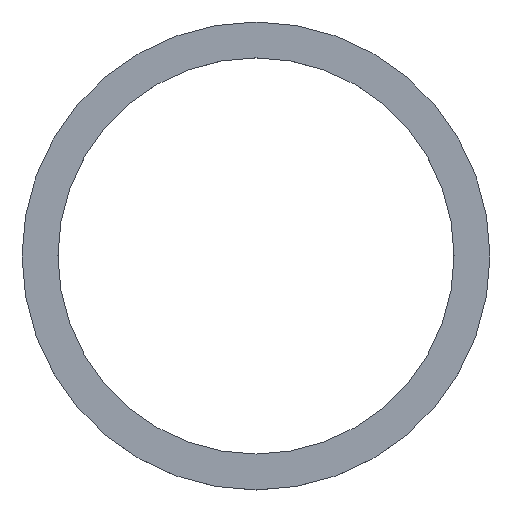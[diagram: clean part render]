
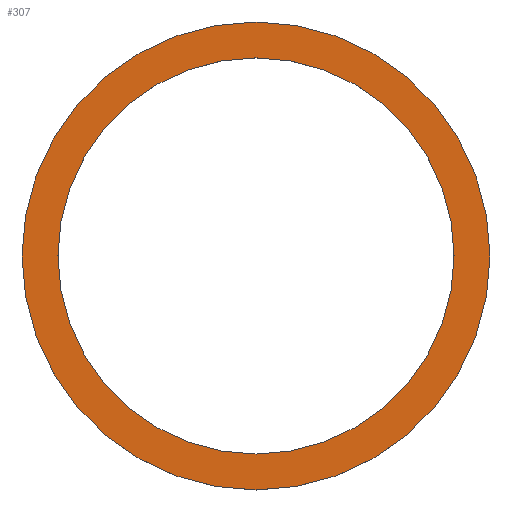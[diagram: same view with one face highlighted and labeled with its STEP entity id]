
A CAD part, top view. The second image highlights one B-rep face of the part: STEP entity #307.
In plain terms, the highlighted face is planar.
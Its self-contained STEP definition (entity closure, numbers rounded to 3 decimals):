
#4 = CARTESIAN_POINT ( 'NONE',  ( 0., 35., 400. ) ) ;
#17 = DIRECTION ( 'NONE',  ( 0., 1., 0. ) ) ;
#26 = EDGE_CURVE ( 'NONE', #103, #68, #215, .T. ) ;
#28 = CIRCLE ( 'NONE', #281, 472.5 ) ;
#31 = EDGE_LOOP ( 'NONE', ( #268, #72 ) ) ;
#33 = AXIS2_PLACEMENT_3D ( 'NONE', #130, #17, #160 ) ;
#49 = FACE_OUTER_BOUND ( 'NONE', #189, .T. ) ;
#54 = AXIS2_PLACEMENT_3D ( 'NONE', #328, #105, #249 ) ;
#58 = AXIS2_PLACEMENT_3D ( 'NONE', #91, #177, #295 ) ;
#60 = AXIS2_PLACEMENT_3D ( 'NONE', #351, #363, #274 ) ;
#65 = ORIENTED_EDGE ( 'NONE', *, *, #147, .T. ) ;
#68 = VERTEX_POINT ( 'NONE', #201 ) ;
#72 = ORIENTED_EDGE ( 'NONE', *, *, #26, .F. ) ;
#91 = CARTESIAN_POINT ( 'NONE',  ( 0., 35., 0. ) ) ;
#94 = DIRECTION ( 'NONE',  ( 0., 0., 1. ) ) ;
#100 = VERTEX_POINT ( 'NONE', #118 ) ;
#103 = VERTEX_POINT ( 'NONE', #4 ) ;
#105 = DIRECTION ( 'NONE',  ( 0., 1., 0. ) ) ;
#118 = CARTESIAN_POINT ( 'NONE',  ( 0., 35., 472.5 ) ) ;
#130 = CARTESIAN_POINT ( 'NONE',  ( 0., 35., 0. ) ) ;
#147 = EDGE_CURVE ( 'NONE', #207, #100, #28, .T. ) ;
#160 = DIRECTION ( 'NONE',  ( 0., 0., 1. ) ) ;
#177 = DIRECTION ( 'NONE',  ( 0., 1., 0. ) ) ;
#189 = EDGE_LOOP ( 'NONE', ( #65, #238 ) ) ;
#201 = CARTESIAN_POINT ( 'NONE',  ( 0., 35., -400. ) ) ;
#207 = VERTEX_POINT ( 'NONE', #235 ) ;
#215 = CIRCLE ( 'NONE', #58, 400. ) ;
#224 = EDGE_CURVE ( 'NONE', #68, #103, #362, .T. ) ;
#235 = CARTESIAN_POINT ( 'NONE',  ( 0., 35., -472.5 ) ) ;
#238 = ORIENTED_EDGE ( 'NONE', *, *, #341, .T. ) ;
#240 = PLANE ( 'NONE',  #33 ) ;
#248 = FACE_BOUND ( 'NONE', #31, .T. ) ;
#249 = DIRECTION ( 'NONE',  ( 0., 0., 1. ) ) ;
#260 = CARTESIAN_POINT ( 'NONE',  ( 0., 35., 0. ) ) ;
#268 = ORIENTED_EDGE ( 'NONE', *, *, #224, .F. ) ;
#274 = DIRECTION ( 'NONE',  ( 0., 0., 1. ) ) ;
#281 = AXIS2_PLACEMENT_3D ( 'NONE', #260, #347, #94 ) ;
#295 = DIRECTION ( 'NONE',  ( 0., 0., 1. ) ) ;
#307 = ADVANCED_FACE ( 'NONE', ( #49, #248 ), #240, .T. ) ;
#328 = CARTESIAN_POINT ( 'NONE',  ( 0., 35., 0. ) ) ;
#341 = EDGE_CURVE ( 'NONE', #100, #207, #345, .T. ) ;
#345 = CIRCLE ( 'NONE', #54, 472.5 ) ;
#347 = DIRECTION ( 'NONE',  ( 0., 1., 0. ) ) ;
#351 = CARTESIAN_POINT ( 'NONE',  ( 0., 35., 0. ) ) ;
#362 = CIRCLE ( 'NONE', #60, 400. ) ;
#363 = DIRECTION ( 'NONE',  ( 0., 1., 0. ) ) ;
